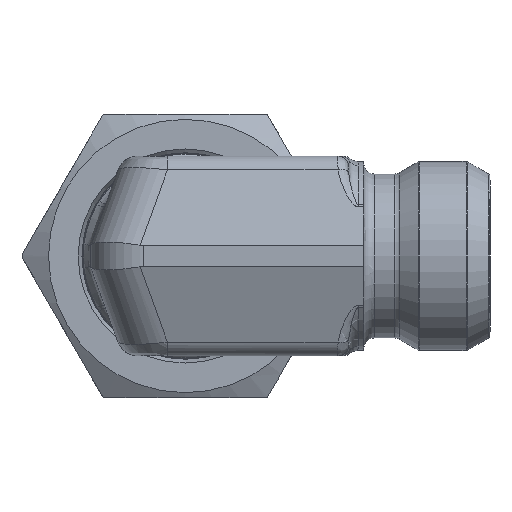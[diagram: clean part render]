
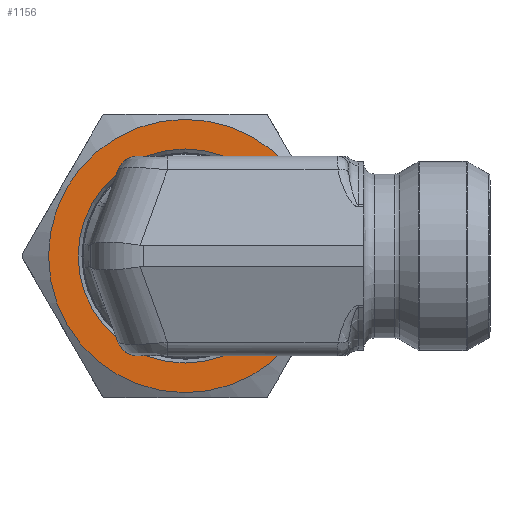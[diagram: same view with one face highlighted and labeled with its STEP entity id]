
A CAD part, left-side view. The second image highlights one B-rep face of the part: STEP entity #1156.
In plain terms, the highlighted planar face has unit normal (-1, 0, 0).
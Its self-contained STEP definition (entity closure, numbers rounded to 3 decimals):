
#294=PLANE('',#5270);
#1156=ADVANCED_FACE('',(#1821,#1822),#294,.F.);
#1821=FACE_BOUND('',#1955,.T.);
#1822=FACE_BOUND('',#1956,.T.);
#1955=EDGE_LOOP('',(#2389));
#1956=EDGE_LOOP('',(#2390));
#2389=ORIENTED_EDGE('',*,*,#4344,.T.);
#2390=ORIENTED_EDGE('',*,*,#4303,.T.);
#3819=VERTEX_POINT('',#6897);
#3848=VERTEX_POINT('',#7037);
#4303=EDGE_CURVE('',#3819,#3819,#5045,.T.);
#4344=EDGE_CURVE('',#3848,#3848,#5062,.T.);
#5045=CIRCLE('',#5242,13.);
#5062=CIRCLE('',#5269,10.184);
#5242=AXIS2_PLACEMENT_3D('',#6896,#5724,#5725);
#5269=AXIS2_PLACEMENT_3D('',#7036,#5790,#5791);
#5270=AXIS2_PLACEMENT_3D('',#7038,#5792,#5793);
#5724=DIRECTION('',(-1.,0.,0.));
#5725=DIRECTION('',(0.,0.,-1.));
#5790=DIRECTION('',(1.,0.,0.));
#5791=DIRECTION('',(0.,0.,1.));
#5792=DIRECTION('',(1.,0.,0.));
#5793=DIRECTION('',(0.,0.,1.));
#6896=CARTESIAN_POINT('',(16.5,0.,0.));
#6897=CARTESIAN_POINT('',(16.5,0.,-13.));
#7036=CARTESIAN_POINT('',(16.5,0.,0.));
#7037=CARTESIAN_POINT('',(16.5,0.,10.184));
#7038=CARTESIAN_POINT('',(16.5,-13.,0.));
